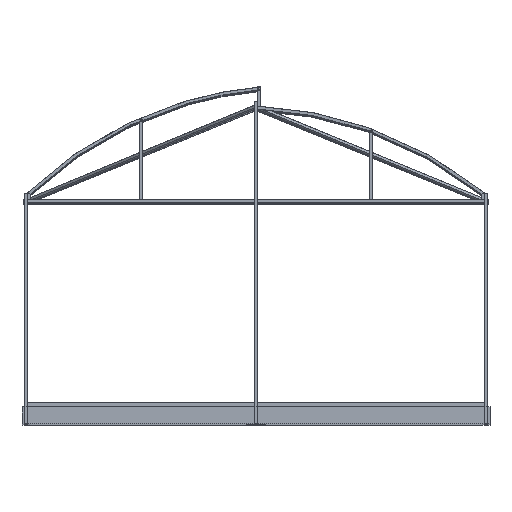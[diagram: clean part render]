
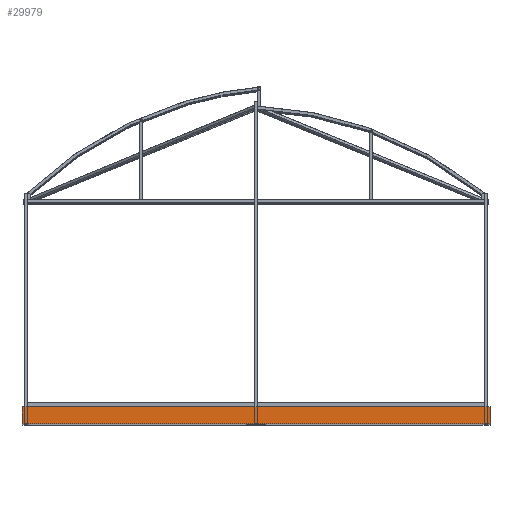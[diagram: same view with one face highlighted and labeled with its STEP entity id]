
A CAD part, top view. The second image highlights one B-rep face of the part: STEP entity #29979.
In plain terms, the highlighted free-form (B-spline) face has degree [1, 1] with [2, 2] control points.
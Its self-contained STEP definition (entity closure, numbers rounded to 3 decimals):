
#29921 = VERTEX_POINT('',#29922);
#29922 = CARTESIAN_POINT('',(-2855.253,-234.037,
    5663.699));
#29927 = EDGE_CURVE('',#29928,#29921,#29930,.T.);
#29928 = VERTEX_POINT('',#29929);
#29929 = CARTESIAN_POINT('',(-2855.253,-28.084,
    5663.699));
#29930 = B_SPLINE_CURVE_WITH_KNOTS('',1,(#29931,#29932),.UNSPECIFIED.,
  .F.,.F.,(2,2),(13550.646,13770.646),
  .PIECEWISE_BEZIER_KNOTS.);
#29931 = CARTESIAN_POINT('',(-2855.253,-28.084,
    5663.699));
#29932 = CARTESIAN_POINT('',(-2855.253,-234.037,
    5663.699));
#29979 = ADVANCED_FACE('',(#29980),#30002,.T.);
#29980 = FACE_BOUND('',#29981,.T.);
#29981 = EDGE_LOOP('',(#29982,#29991,#29996,#29997));
#29982 = ORIENTED_EDGE('',*,*,#29983,.F.);
#29983 = EDGE_CURVE('',#29984,#29986,#29988,.T.);
#29984 = VERTEX_POINT('',#29985);
#29985 = CARTESIAN_POINT('',(2855.253,-28.084,
    5663.699));
#29986 = VERTEX_POINT('',#29987);
#29987 = CARTESIAN_POINT('',(2855.253,-234.037,
    5663.699));
#29988 = B_SPLINE_CURVE_WITH_KNOTS('',1,(#29989,#29990),.UNSPECIFIED.,
  .F.,.F.,(2,2),(13550.646,13770.646),
  .PIECEWISE_BEZIER_KNOTS.);
#29989 = CARTESIAN_POINT('',(2855.253,-28.084,
    5663.699));
#29990 = CARTESIAN_POINT('',(2855.253,-234.037,
    5663.699));
#29991 = ORIENTED_EDGE('',*,*,#29992,.T.);
#29992 = EDGE_CURVE('',#29984,#29928,#29993,.T.);
#29993 = B_SPLINE_CURVE_WITH_KNOTS('',1,(#29994,#29995),.UNSPECIFIED.,
  .F.,.F.,(2,2),(-3050.,3050.),.PIECEWISE_BEZIER_KNOTS.);
#29994 = CARTESIAN_POINT('',(2855.253,-28.084,
    5663.699));
#29995 = CARTESIAN_POINT('',(-2855.253,-28.084,
    5663.699));
#29996 = ORIENTED_EDGE('',*,*,#29927,.T.);
#29997 = ORIENTED_EDGE('',*,*,#29998,.F.);
#29998 = EDGE_CURVE('',#29986,#29921,#29999,.T.);
#29999 = B_SPLINE_CURVE_WITH_KNOTS('',1,(#30000,#30001),.UNSPECIFIED.,
  .F.,.F.,(2,2),(-3050.,3050.),.PIECEWISE_BEZIER_KNOTS.);
#30000 = CARTESIAN_POINT('',(2855.253,-234.037,
    5663.699));
#30001 = CARTESIAN_POINT('',(-2855.253,-234.037,
    5663.699));
#30002 = B_SPLINE_SURFACE_WITH_KNOTS('',1,1,(
    (#30003,#30004)
    ,(#30005,#30006
    )),.UNSPECIFIED.,.F.,.F.,.F.,(2,2),(2,2),(-3050.,3050.),(
    -13770.646,-13550.646),.PIECEWISE_BEZIER_KNOTS.);
#30003 = CARTESIAN_POINT('',(-2855.253,-234.037,
    5663.699));
#30004 = CARTESIAN_POINT('',(-2855.253,-28.084,
    5663.699));
#30005 = CARTESIAN_POINT('',(2855.253,-234.037,
    5663.699));
#30006 = CARTESIAN_POINT('',(2855.253,-28.084,
    5663.699));
